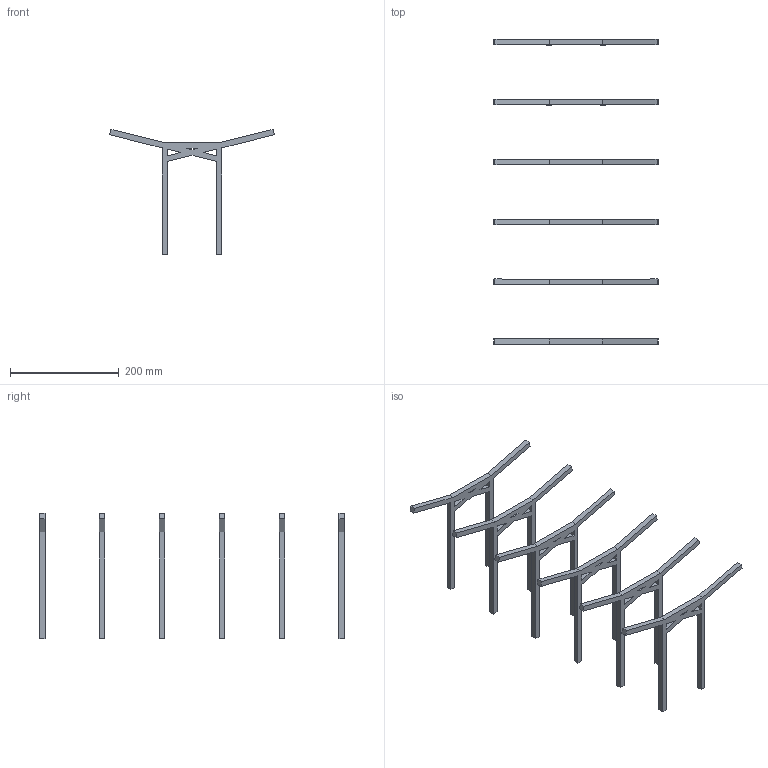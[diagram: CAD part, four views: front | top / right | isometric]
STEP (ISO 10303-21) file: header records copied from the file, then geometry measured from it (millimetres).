
FILE_DESCRIPTION(('Open CASCADE Model'),'2;1');
FILE_NAME('Open CASCADE Shape Model','2024-05-25T14:23:28',('Author'),( 'Open CASCADE'),'Open CASCADE STEP processor 7.7','Open CASCADE 7.7' ,'Unknown');
FILE_SCHEMA(('AUTOMOTIVE_DESIGN { 1 0 10303 214 1 1 1 1 }'));
Length unit declared in the file: millimetre
Products named in the file (7): Open CASCADE STEP translator 7.7 28; Open CASCADE STEP translator 7.7 28.1; Open CASCADE STEP translator 7.7 28.2; Open CASCADE STEP translator 7.7 28.3; Open CASCADE STEP translator 7.7 28.4; Open CASCADE STEP translator 7.7 28.5; Open CASCADE STEP translator 7.7 28.6
Assembly tree (6 placements, depth 2):
  Open CASCADE STEP translator 7.7 28
    Open CASCADE STEP translator 7.7 28.1
    Open CASCADE STEP translator 7.7 28.2
    Open CASCADE STEP translator 7.7 28.3
    Open CASCADE STEP translator 7.7 28.4
    Open CASCADE STEP translator 7.7 28.5
    Open CASCADE STEP translator 7.7 28.6
Bounding box: 302.43 x 560 x 229.85 mm (x, y, z)
Volume: 497528.4 mm3; surface area: 191439.8 mm2
Topology: 6 solids, 6 shells, 156 faces, 432 edges, 288 vertices
Faces by surface type: plane 156
Entity records: 10672 total; most frequent: CARTESIAN_POINT 1747, DIRECTION 1622, LINE 1296, VECTOR 1296, ORIENTED_EDGE 864, PCURVE 864, DEFINITIONAL_REPRESENTATION 864, EDGE_CURVE 432
